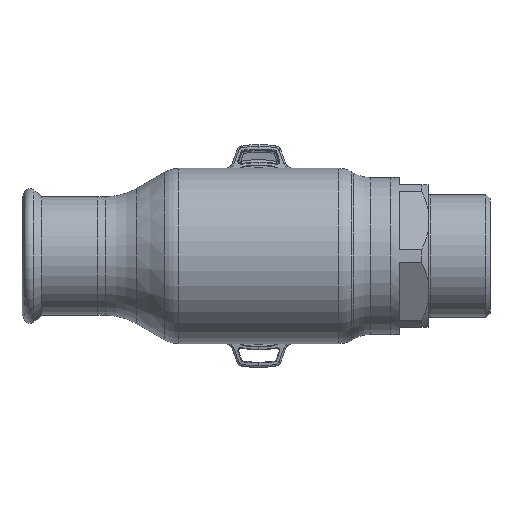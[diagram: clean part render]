
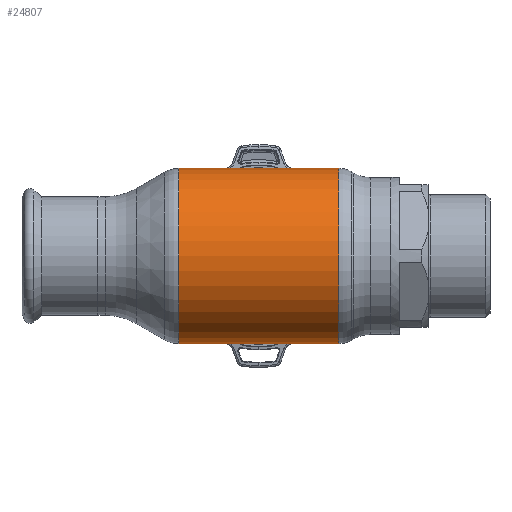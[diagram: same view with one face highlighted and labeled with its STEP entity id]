
A CAD part, front view. The second image highlights one B-rep face of the part: STEP entity #24807.
In plain terms, the highlighted cylindrical face has radius 42.5 mm (diameter 85 mm), a partial arc.
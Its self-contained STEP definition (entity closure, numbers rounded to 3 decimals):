
#1809 = DIRECTION ( 'NONE',  ( 0., 0., 1. ) ) ;
#2062 = DIRECTION ( 'NONE',  ( -1., 0., 0. ) ) ;
#2226 = CARTESIAN_POINT ( 'NONE',  ( 38.749, 0., -42.5 ) ) ;
#2315 = VERTEX_POINT ( 'NONE', #13689 ) ;
#2844 = AXIS2_PLACEMENT_3D ( 'NONE', #17035, #2062, #6546 ) ;
#3732 = DIRECTION ( 'NONE',  ( -1., 0., 0. ) ) ;
#3908 = EDGE_CURVE ( 'NONE', #30838, #2315, #7846, .T. ) ;
#5438 = EDGE_CURVE ( 'NONE', #2315, #17203, #5494, .T. ) ;
#5494 = CIRCLE ( 'NONE', #2844, 42.5 ) ;
#5729 = VERTEX_POINT ( 'NONE', #10694 ) ;
#6546 = DIRECTION ( 'NONE',  ( 0., 0., 1. ) ) ;
#7846 = LINE ( 'NONE', #17998, #13464 ) ;
#9679 = CIRCLE ( 'NONE', #11816, 42.5 ) ;
#10694 = CARTESIAN_POINT ( 'NONE',  ( 38.749, 0., 42.5 ) ) ;
#10882 = DIRECTION ( 'NONE',  ( -1., 0., 0. ) ) ;
#11816 = AXIS2_PLACEMENT_3D ( 'NONE', #12315, #19760, #1809 ) ;
#12252 = DIRECTION ( 'NONE',  ( -1., 0., 0. ) ) ;
#12315 = CARTESIAN_POINT ( 'NONE',  ( 38.749, 0., 0. ) ) ;
#13464 = VECTOR ( 'NONE', #10882, 1000. ) ;
#13689 = CARTESIAN_POINT ( 'NONE',  ( -38.749, 0., -42.5 ) ) ;
#14008 = AXIS2_PLACEMENT_3D ( 'NONE', #19493, #3732, #21543 ) ;
#16346 = EDGE_LOOP ( 'NONE', ( #20015, #17019, #20593, #25188 ) ) ;
#16810 = EDGE_CURVE ( 'NONE', #30838, #5729, #9679, .T. ) ;
#17019 = ORIENTED_EDGE ( 'NONE', *, *, #16810, .T. ) ;
#17035 = CARTESIAN_POINT ( 'NONE',  ( -38.749, 0., 0. ) ) ;
#17052 = LINE ( 'NONE', #21902, #26231 ) ;
#17203 = VERTEX_POINT ( 'NONE', #24540 ) ;
#17998 = CARTESIAN_POINT ( 'NONE',  ( -62.69, 0., -42.5 ) ) ;
#19493 = CARTESIAN_POINT ( 'NONE',  ( -62.69, 0., 0. ) ) ;
#19760 = DIRECTION ( 'NONE',  ( -1., 0., 0. ) ) ;
#20015 = ORIENTED_EDGE ( 'NONE', *, *, #3908, .F. ) ;
#20593 = ORIENTED_EDGE ( 'NONE', *, *, #25404, .T. ) ;
#21543 = DIRECTION ( 'NONE',  ( 0., 0., 1. ) ) ;
#21902 = CARTESIAN_POINT ( 'NONE',  ( -62.69, 0., 42.5 ) ) ;
#22026 = FACE_OUTER_BOUND ( 'NONE', #16346, .T. ) ;
#24540 = CARTESIAN_POINT ( 'NONE',  ( -38.749, 0., 42.5 ) ) ;
#24807 = ADVANCED_FACE ( 'NONE', ( #22026 ), #29486, .T. ) ;
#25188 = ORIENTED_EDGE ( 'NONE', *, *, #5438, .F. ) ;
#25404 = EDGE_CURVE ( 'NONE', #5729, #17203, #17052, .T. ) ;
#26231 = VECTOR ( 'NONE', #12252, 1000. ) ;
#29486 = CYLINDRICAL_SURFACE ( 'NONE', #14008, 42.5 ) ;
#30838 = VERTEX_POINT ( 'NONE', #2226 ) ;
